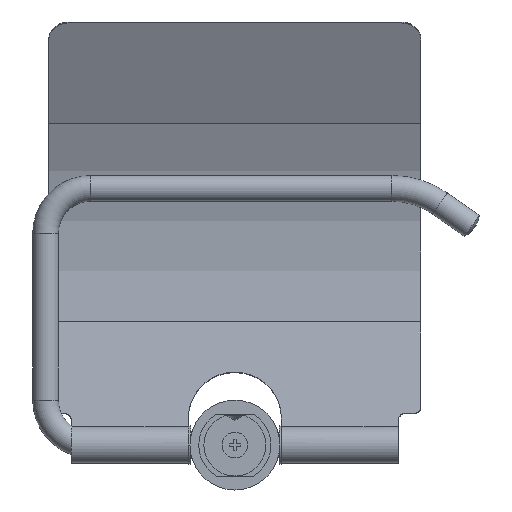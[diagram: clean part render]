
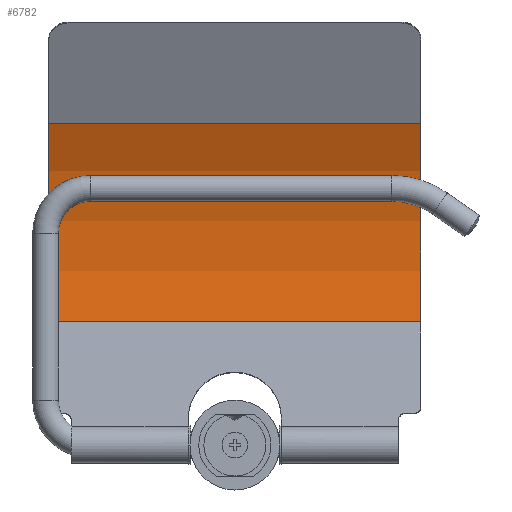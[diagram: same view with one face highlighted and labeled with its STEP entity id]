
A CAD part, left-side view. The second image highlights one B-rep face of the part: STEP entity #6782.
In plain terms, the highlighted cylindrical face has radius 99.544 mm (diameter 199.087 mm), a partial arc.
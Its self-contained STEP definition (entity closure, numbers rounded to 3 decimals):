
#5993=DIRECTION('',(1.,0.,0.));
#5994=VECTOR('',#5993,116.);
#5995=CARTESIAN_POINT('',(-58.,19.094,-37.703));
#5996=LINE('',#5995,#5994);
#6186=CARTESIAN_POINT('',(-58.,-77.755,-60.706));
#6187=DIRECTION('',(1.,0.,0.));
#6188=DIRECTION('',(0.,0.919,-0.394));
#6189=AXIS2_PLACEMENT_3D('',#6186,#6187,#6188);
#6212=DIRECTION('',(1.,0.,0.));
#6213=VECTOR('',#6212,116.);
#6214=CARTESIAN_POINT('',(-58.,13.75,-99.895));
#6215=LINE('',#6214,#6213);
#6241=CARTESIAN_POINT('',(58.,-77.755,-60.706));
#6242=DIRECTION('',(1.,0.,0.));
#6243=DIRECTION('',(0.,0.919,-0.394));
#6244=AXIS2_PLACEMENT_3D('',#6241,#6242,#6243);
#6290=CARTESIAN_POINT('',(-58.,13.75,-99.895));
#6291=CARTESIAN_POINT('',(-58.,19.094,-37.703));
#6292=VERTEX_POINT('',#6290);
#6293=VERTEX_POINT('',#6291);
#6294=CARTESIAN_POINT('',(58.,13.75,-99.895));
#6295=CARTESIAN_POINT('',(58.,19.094,-37.703));
#6296=VERTEX_POINT('',#6294);
#6297=VERTEX_POINT('',#6295);
#6769=CARTESIAN_POINT('',(-58.,-77.755,-60.706));
#6770=DIRECTION('',(1.,0.,0.));
#6771=DIRECTION('',(0.,1.,0.));
#6772=AXIS2_PLACEMENT_3D('',#6769,#6770,#6771);
#6773=CYLINDRICAL_SURFACE('',#6772,99.544);
#6774=ORIENTED_EDGE('',*,*,#6755,.T.);
#6775=ORIENTED_EDGE('',*,*,#6508,.T.);
#6777=ORIENTED_EDGE('',*,*,#6776,.F.);
#6779=ORIENTED_EDGE('',*,*,#6778,.F.);
#6780=EDGE_LOOP('',(#6774,#6775,#6777,#6779));
#6781=FACE_OUTER_BOUND('',#6780,.F.);
#6782=ADVANCED_FACE('',(#6781),#6773,.F.);
#6190=CIRCLE('',#6189,99.544);
#6245=CIRCLE('',#6244,99.544);
#6508=EDGE_CURVE('',#6293,#6297,#5996,.T.);
#6755=EDGE_CURVE('',#6292,#6293,#6190,.T.);
#6776=EDGE_CURVE('',#6296,#6297,#6245,.T.);
#6778=EDGE_CURVE('',#6292,#6296,#6215,.T.);
